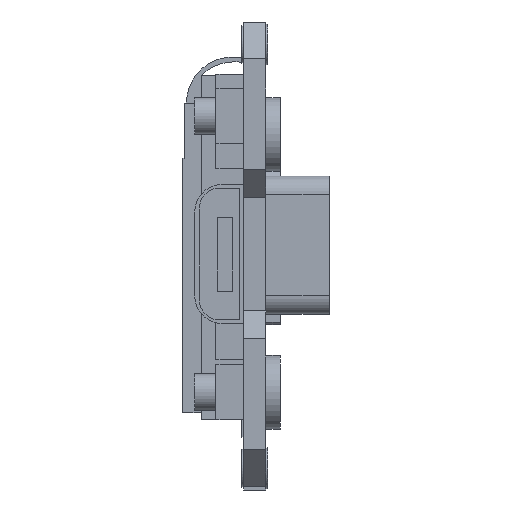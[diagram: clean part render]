
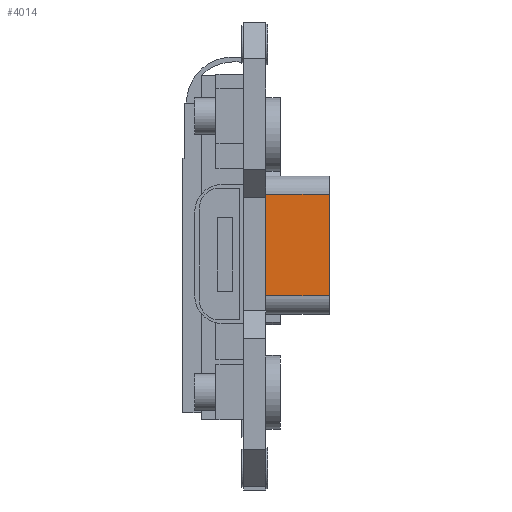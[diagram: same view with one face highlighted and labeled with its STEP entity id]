
A CAD part, left-side view. The second image highlights one B-rep face of the part: STEP entity #4014.
In plain terms, the highlighted planar face has unit normal (-1, 0, 0).
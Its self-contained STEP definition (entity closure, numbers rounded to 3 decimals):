
#180 = DIRECTION ( 'NONE',  ( 1., 0., 0. ) ) ;
#768 = VERTEX_POINT ( 'NONE', #32408 ) ;
#1264 = ORIENTED_EDGE ( 'NONE', *, *, #30737, .F. ) ;
#1679 = AXIS2_PLACEMENT_3D ( 'NONE', #29913, #180, #27206 ) ;
#2360 = ORIENTED_EDGE ( 'NONE', *, *, #16853, .F. ) ;
#2794 = PLANE ( 'NONE',  #1679 ) ;
#4014 = ADVANCED_FACE ( 'NONE', ( #14561 ), #2794, .F. ) ;
#5605 = LINE ( 'NONE', #13915, #26692 ) ;
#7306 = CARTESIAN_POINT ( 'NONE',  ( 3.667, 0., -9.361 ) ) ;
#7663 = CARTESIAN_POINT ( 'NONE',  ( 3.667, -3.45, -14.861 ) ) ;
#8931 = CARTESIAN_POINT ( 'NONE',  ( 3.667, -3.45, -9.361 ) ) ;
#12511 = ORIENTED_EDGE ( 'NONE', *, *, #33823, .T. ) ;
#13138 = CARTESIAN_POINT ( 'NONE',  ( 3.667, 0., -9.361 ) ) ;
#13430 = DIRECTION ( 'NONE',  ( 0., 1., 0. ) ) ;
#13915 = CARTESIAN_POINT ( 'NONE',  ( 3.667, -3.45, -9.361 ) ) ;
#14561 = FACE_OUTER_BOUND ( 'NONE', #31914, .T. ) ;
#16853 = EDGE_CURVE ( 'NONE', #768, #31888, #29544, .T. ) ;
#18600 = LINE ( 'NONE', #7663, #29591 ) ;
#19783 = CARTESIAN_POINT ( 'NONE',  ( 3.667, -3.45, -14.861 ) ) ;
#19986 = DIRECTION ( 'NONE',  ( 0., 0., -1. ) ) ;
#20747 = VECTOR ( 'NONE', #31589, 1000. ) ;
#22220 = VERTEX_POINT ( 'NONE', #13138 ) ;
#22829 = CARTESIAN_POINT ( 'NONE',  ( 3.667, 0., -14.861 ) ) ;
#24932 = VECTOR ( 'NONE', #19986, 1000. ) ;
#25020 = LINE ( 'NONE', #7306, #20747 ) ;
#25636 = EDGE_CURVE ( 'NONE', #768, #22220, #5605, .T. ) ;
#26692 = VECTOR ( 'NONE', #29976, 1000. ) ;
#27164 = ORIENTED_EDGE ( 'NONE', *, *, #25636, .T. ) ;
#27206 = DIRECTION ( 'NONE',  ( 0., 0., -1. ) ) ;
#28372 = VERTEX_POINT ( 'NONE', #22829 ) ;
#29544 = LINE ( 'NONE', #8931, #24932 ) ;
#29591 = VECTOR ( 'NONE', #13430, 1000. ) ;
#29913 = CARTESIAN_POINT ( 'NONE',  ( 3.667, -3.45, -9.361 ) ) ;
#29976 = DIRECTION ( 'NONE',  ( 0., 1., 0. ) ) ;
#30737 = EDGE_CURVE ( 'NONE', #31888, #28372, #18600, .T. ) ;
#31589 = DIRECTION ( 'NONE',  ( 0., 0., -1. ) ) ;
#31888 = VERTEX_POINT ( 'NONE', #19783 ) ;
#31914 = EDGE_LOOP ( 'NONE', ( #12511, #1264, #2360, #27164 ) ) ;
#32408 = CARTESIAN_POINT ( 'NONE',  ( 3.667, -3.45, -9.361 ) ) ;
#33823 = EDGE_CURVE ( 'NONE', #22220, #28372, #25020, .T. ) ;
